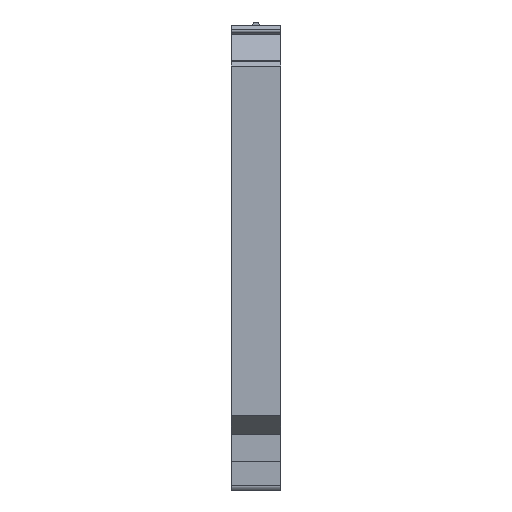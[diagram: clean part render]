
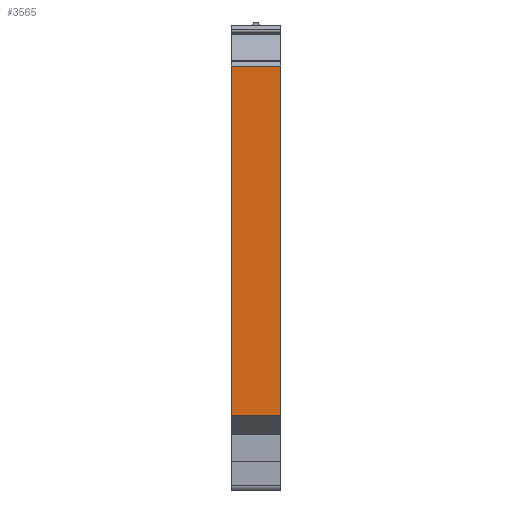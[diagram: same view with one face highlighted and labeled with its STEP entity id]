
A CAD part, left-side view. The second image highlights one B-rep face of the part: STEP entity #3565.
In plain terms, the highlighted planar face has unit normal (-1, 0, 0).
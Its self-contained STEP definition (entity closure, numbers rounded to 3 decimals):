
#825=ORIENTED_EDGE('',*,*,#1563,.T.);
#826=ORIENTED_EDGE('',*,*,#1619,.T.);
#827=ORIENTED_EDGE('',*,*,#1182,.F.);
#828=ORIENTED_EDGE('',*,*,#1618,.F.);
#1182=EDGE_CURVE('',#1699,#1700,#2039,.T.);
#1563=EDGE_CURVE('',#2002,#2001,#2338,.T.);
#1618=EDGE_CURVE('',#2002,#1699,#2385,.T.);
#1619=EDGE_CURVE('',#2001,#1700,#2386,.T.);
#1699=VERTEX_POINT('',#4888);
#1700=VERTEX_POINT('',#4890);
#2001=VERTEX_POINT('',#5713);
#2002=VERTEX_POINT('',#5715);
#2039=LINE('',#4889,#2466);
#2338=LINE('',#5714,#2765);
#2385=LINE('',#5821,#2812);
#2386=LINE('',#5823,#2813);
#2466=VECTOR('',#3928,1000.);
#2765=VECTOR('',#4547,1000.);
#2812=VECTOR('',#4646,1000.);
#2813=VECTOR('',#4649,1000.);
#3007=EDGE_LOOP('',(#825,#826,#827,#828));
#3210=FACE_BOUND('',#3007,.T.);
#3389=PLANE('',#3843);
#3565=ADVANCED_FACE('',(#3210),#3389,.T.);
#3843=AXIS2_PLACEMENT_3D('',#5822,#4647,#4648);
#3928=DIRECTION('',(0.,0.,1.));
#4547=DIRECTION('',(0.,0.,1.));
#4646=DIRECTION('',(0.,1.,0.));
#4647=DIRECTION('',(-1.,0.,0.));
#4648=DIRECTION('',(0.,0.,1.));
#4649=DIRECTION('',(0.,1.,0.));
#4888=CARTESIAN_POINT('',(-17.436,3.1,-15.835));
#4889=CARTESIAN_POINT('',(-17.436,3.1,-15.835));
#4890=CARTESIAN_POINT('',(-17.436,3.1,27.815));
#5713=CARTESIAN_POINT('',(-17.436,-3.1,27.815));
#5714=CARTESIAN_POINT('',(-17.436,-3.1,-15.835));
#5715=CARTESIAN_POINT('',(-17.436,-3.1,-15.835));
#5821=CARTESIAN_POINT('',(-17.436,-3.1,-15.835));
#5822=CARTESIAN_POINT('',(-17.436,-3.1,-15.835));
#5823=CARTESIAN_POINT('',(-17.436,-3.1,27.815));
